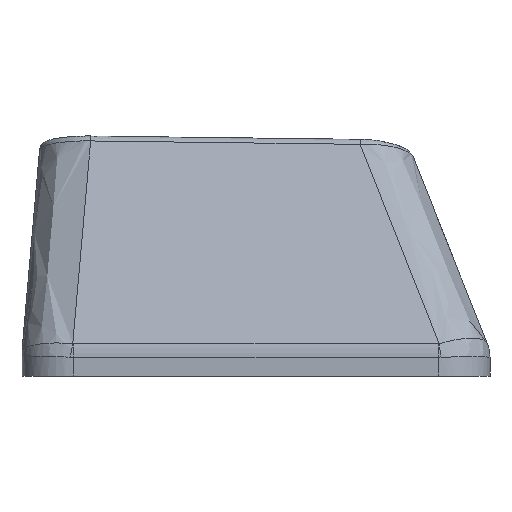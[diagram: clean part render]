
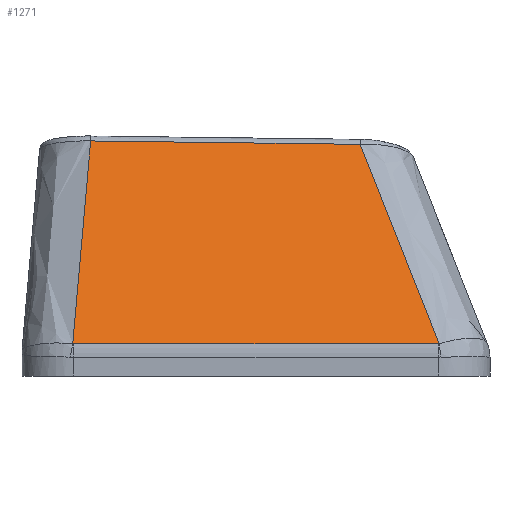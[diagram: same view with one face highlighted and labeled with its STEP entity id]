
A CAD part, left-side view. The second image highlights one B-rep face of the part: STEP entity #1271.
In plain terms, the highlighted free-form (B-spline) face has degree [3, 3] with [4, 4] control points.
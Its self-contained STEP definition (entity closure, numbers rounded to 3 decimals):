
#223=FACE_OUTER_BOUND('',#303,.T.);
#303=EDGE_LOOP('',(#883,#884,#885,#886,#887,#888));
#399=B_SPLINE_CURVE_WITH_KNOTS('',3,(#2096,#2097,#2098,#2099),
 .UNSPECIFIED.,.F.,.F.,(4,4),(0.,0.003),.UNSPECIFIED.);
#401=B_SPLINE_CURVE_WITH_KNOTS('',3,(#2123,#2124,#2125,#2126),
 .UNSPECIFIED.,.F.,.F.,(4,4),(0.,1.416),.UNSPECIFIED.);
#403=B_SPLINE_CURVE_WITH_KNOTS('',3,(#2150,#2151,#2152,#2153),
 .UNSPECIFIED.,.F.,.F.,(4,4),(0.,0.003),.UNSPECIFIED.);
#406=B_SPLINE_CURVE_WITH_KNOTS('',3,(#2249,#2250,#2251,#2252),
 .UNSPECIFIED.,.F.,.F.,(4,4),(0.032,0.914),
 .UNSPECIFIED.);
#407=B_SPLINE_CURVE_WITH_KNOTS('',3,(#2254,#2255,#2256,#2257),
 .UNSPECIFIED.,.F.,.F.,(4,4),(-1.046,0.),
 .UNSPECIFIED.);
#408=B_SPLINE_CURVE_WITH_KNOTS('',3,(#2258,#2259,#2260,#2261),
 .UNSPECIFIED.,.F.,.F.,(4,4),(-0.869,-0.026),
 .UNSPECIFIED.);
#507=VERTEX_POINT('',#2055);
#509=VERTEX_POINT('',#2094);
#511=VERTEX_POINT('',#2121);
#513=VERTEX_POINT('',#2148);
#520=VERTEX_POINT('',#2248);
#521=VERTEX_POINT('',#2253);
#647=EDGE_CURVE('',#509,#507,#399,.T.);
#650=EDGE_CURVE('',#511,#509,#401,.T.);
#653=EDGE_CURVE('',#513,#511,#403,.T.);
#665=EDGE_CURVE('',#520,#513,#406,.T.);
#666=EDGE_CURVE('',#521,#520,#407,.T.);
#667=EDGE_CURVE('',#507,#521,#408,.T.);
#883=ORIENTED_EDGE('',*,*,#647,.F.);
#884=ORIENTED_EDGE('',*,*,#650,.F.);
#885=ORIENTED_EDGE('',*,*,#653,.F.);
#886=ORIENTED_EDGE('',*,*,#665,.F.);
#887=ORIENTED_EDGE('',*,*,#666,.F.);
#888=ORIENTED_EDGE('',*,*,#667,.F.);
#1224=B_SPLINE_SURFACE_WITH_KNOTS('',3,3,((#2232,#2233,#2234,#2235),(#2236,
#2237,#2238,#2239),(#2240,#2241,#2242,#2243),(#2244,#2245,#2246,#2247)),
 .UNSPECIFIED.,.F.,.F.,.F.,(4,4),(4,4),(0.104,0.892),
(0.029,0.97),.UNSPECIFIED.);
#1271=ADVANCED_FACE('',(#223),#1224,.T.);
#2055=CARTESIAN_POINT('',(-8.986,7.111,0.255));
#2094=CARTESIAN_POINT('',(-8.987,7.08,0.253));
#2096=CARTESIAN_POINT('Ctrl Pts',(-8.987,7.08,0.253));
#2097=CARTESIAN_POINT('Ctrl Pts',(-8.987,7.091,0.253));
#2098=CARTESIAN_POINT('Ctrl Pts',(-8.986,7.101,0.254));
#2099=CARTESIAN_POINT('Ctrl Pts',(-8.986,7.111,0.255));
#2121=CARTESIAN_POINT('',(-8.984,-7.081,0.255));
#2123=CARTESIAN_POINT('Ctrl Pts',(-8.984,-7.081,0.255));
#2124=CARTESIAN_POINT('Ctrl Pts',(-8.985,-2.36,0.255));
#2125=CARTESIAN_POINT('Ctrl Pts',(-8.986,2.36,0.254));
#2126=CARTESIAN_POINT('Ctrl Pts',(-8.987,7.08,0.253));
#2148=CARTESIAN_POINT('',(-8.984,-7.106,0.257));
#2150=CARTESIAN_POINT('Ctrl Pts',(-8.984,-7.106,0.257));
#2151=CARTESIAN_POINT('Ctrl Pts',(-8.984,-7.098,0.256));
#2152=CARTESIAN_POINT('Ctrl Pts',(-8.984,-7.089,0.255));
#2153=CARTESIAN_POINT('Ctrl Pts',(-8.984,-7.081,0.255));
#2232=CARTESIAN_POINT('Ctrl Pts',(-6.06,-4.418,8.028));
#2233=CARTESIAN_POINT('Ctrl Pts',(-7.036,-5.315,5.435));
#2234=CARTESIAN_POINT('Ctrl Pts',(-8.011,-6.212,2.843));
#2235=CARTESIAN_POINT('Ctrl Pts',(-8.987,-7.109,0.25));
#2236=CARTESIAN_POINT('Ctrl Pts',(-6.06,-0.669,
8.062));
#2237=CARTESIAN_POINT('Ctrl Pts',(-7.036,-1.236,5.458));
#2238=CARTESIAN_POINT('Ctrl Pts',(-8.011,-1.802,2.854));
#2239=CARTESIAN_POINT('Ctrl Pts',(-8.987,-2.369,0.251));
#2240=CARTESIAN_POINT('Ctrl Pts',(-6.06,3.08,8.095));
#2241=CARTESIAN_POINT('Ctrl Pts',(-7.036,2.844,5.481));
#2242=CARTESIAN_POINT('Ctrl Pts',(-8.011,2.607,2.866));
#2243=CARTESIAN_POINT('Ctrl Pts',(-8.987,2.371,0.252));
#2244=CARTESIAN_POINT('Ctrl Pts',(-6.06,6.828,8.128));
#2245=CARTESIAN_POINT('Ctrl Pts',(-7.036,6.923,5.503));
#2246=CARTESIAN_POINT('Ctrl Pts',(-8.011,7.017,2.878));
#2247=CARTESIAN_POINT('Ctrl Pts',(-8.987,7.111,0.253));
#2248=CARTESIAN_POINT('',(-6.075,-4.042,7.993));
#2249=CARTESIAN_POINT('Ctrl Pts',(-6.075,-4.042,7.993));
#2250=CARTESIAN_POINT('Ctrl Pts',(-7.044,-5.063,5.414));
#2251=CARTESIAN_POINT('Ctrl Pts',(-8.014,-6.085,2.836));
#2252=CARTESIAN_POINT('Ctrl Pts',(-8.984,-7.106,0.257));
#2253=CARTESIAN_POINT('',(-6.06,6.417,8.125));
#2254=CARTESIAN_POINT('Ctrl Pts',(-6.06,6.417,8.125));
#2255=CARTESIAN_POINT('Ctrl Pts',(-6.065,2.93,8.081));
#2256=CARTESIAN_POINT('Ctrl Pts',(-6.07,-0.556,8.038));
#2257=CARTESIAN_POINT('Ctrl Pts',(-6.075,-4.042,7.993));
#2258=CARTESIAN_POINT('Ctrl Pts',(-8.986,7.111,0.255));
#2259=CARTESIAN_POINT('Ctrl Pts',(-8.011,6.88,2.879));
#2260=CARTESIAN_POINT('Ctrl Pts',(-7.036,6.649,5.502));
#2261=CARTESIAN_POINT('Ctrl Pts',(-6.06,6.417,8.125));
